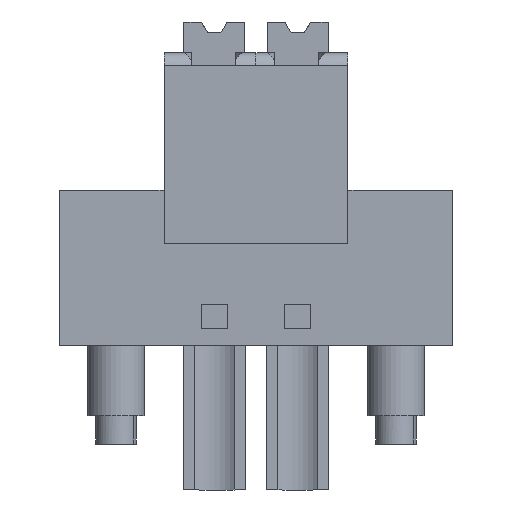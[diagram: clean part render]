
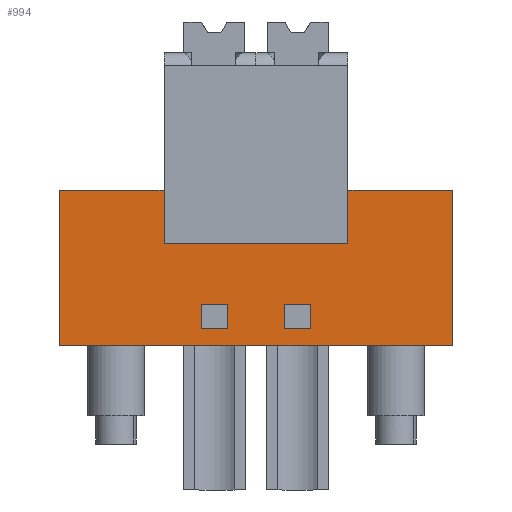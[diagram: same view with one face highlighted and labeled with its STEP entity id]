
A CAD part, front view. The second image highlights one B-rep face of the part: STEP entity #994.
In plain terms, the highlighted planar face has unit normal (0, -1, 0).
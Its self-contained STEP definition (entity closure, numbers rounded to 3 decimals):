
#890=AXIS2_PLACEMENT_3D('Plane Axis2P3D',#887,#888,#889) ;
#40=CARTESIAN_POINT('Vertex',(4.8,0.175,11.25)) ;
#126=CARTESIAN_POINT('Vertex',(4.8,0.175,13.7)) ;
#129=CARTESIAN_POINT('Line Origine',(4.8,0.175,12.475)) ;
#170=CARTESIAN_POINT('Vertex',(13.21,0.175,11.25)) ;
#178=CARTESIAN_POINT('Line Origine',(9.005,0.175,11.25)) ;
#649=CARTESIAN_POINT('Vertex',(18.01,0.175,6.6)) ;
#652=CARTESIAN_POINT('Line Origine',(9.005,0.175,6.6)) ;
#656=CARTESIAN_POINT('Vertex',(0.,0.175,6.6)) ;
#853=CARTESIAN_POINT('Vertex',(0.,0.175,13.7)) ;
#856=CARTESIAN_POINT('Line Origine',(2.4,0.175,13.7)) ;
#887=CARTESIAN_POINT('Axis2P3D Location',(4.8,0.175,11.25)) ;
#892=CARTESIAN_POINT('Line Origine',(18.01,0.175,10.15)) ;
#896=CARTESIAN_POINT('Vertex',(18.01,0.175,13.7)) ;
#899=CARTESIAN_POINT('Line Origine',(15.61,0.175,13.7)) ;
#903=CARTESIAN_POINT('Vertex',(13.21,0.175,13.7)) ;
#906=CARTESIAN_POINT('Line Origine',(13.21,0.175,12.475)) ;
#911=CARTESIAN_POINT('Line Origine',(0.,0.175,10.15)) ;
#926=CARTESIAN_POINT('Line Origine',(10.31,0.175,7.95)) ;
#930=CARTESIAN_POINT('Vertex',(10.31,0.175,8.5)) ;
#932=CARTESIAN_POINT('Vertex',(10.31,0.175,7.4)) ;
#935=CARTESIAN_POINT('Line Origine',(10.91,0.175,8.5)) ;
#939=CARTESIAN_POINT('Vertex',(11.51,0.175,8.5)) ;
#942=CARTESIAN_POINT('Line Origine',(11.51,0.175,7.95)) ;
#946=CARTESIAN_POINT('Vertex',(11.51,0.175,7.4)) ;
#949=CARTESIAN_POINT('Line Origine',(10.91,0.175,7.4)) ;
#960=CARTESIAN_POINT('Line Origine',(7.1,0.175,8.5)) ;
#964=CARTESIAN_POINT('Vertex',(7.7,0.175,8.5)) ;
#966=CARTESIAN_POINT('Vertex',(6.5,0.175,8.5)) ;
#969=CARTESIAN_POINT('Line Origine',(7.7,0.175,7.95)) ;
#973=CARTESIAN_POINT('Vertex',(7.7,0.175,7.4)) ;
#976=CARTESIAN_POINT('Line Origine',(7.1,0.175,7.4)) ;
#980=CARTESIAN_POINT('Vertex',(6.5,0.175,7.4)) ;
#983=CARTESIAN_POINT('Line Origine',(6.5,0.175,7.95)) ;
#130=DIRECTION('Vector Direction',(0.,0.,-1.)) ;
#179=DIRECTION('Vector Direction',(1.,0.,0.)) ;
#653=DIRECTION('Vector Direction',(1.,0.,0.)) ;
#857=DIRECTION('Vector Direction',(1.,0.,0.)) ;
#888=DIRECTION('Axis2P3D Direction',(0.,-1.,0.)) ;
#889=DIRECTION('Axis2P3D XDirection',(0.,0.,-1.)) ;
#893=DIRECTION('Vector Direction',(0.,0.,-1.)) ;
#900=DIRECTION('Vector Direction',(1.,0.,0.)) ;
#907=DIRECTION('Vector Direction',(0.,0.,-1.)) ;
#912=DIRECTION('Vector Direction',(0.,0.,-1.)) ;
#927=DIRECTION('Vector Direction',(0.,0.,1.)) ;
#936=DIRECTION('Vector Direction',(1.,0.,0.)) ;
#943=DIRECTION('Vector Direction',(0.,0.,-1.)) ;
#950=DIRECTION('Vector Direction',(-1.,0.,0.)) ;
#961=DIRECTION('Vector Direction',(1.,0.,0.)) ;
#970=DIRECTION('Vector Direction',(0.,0.,-1.)) ;
#977=DIRECTION('Vector Direction',(-1.,0.,0.)) ;
#984=DIRECTION('Vector Direction',(0.,0.,1.)) ;
#131=VECTOR('Line Direction',#130,1.) ;
#180=VECTOR('Line Direction',#179,1.) ;
#654=VECTOR('Line Direction',#653,1.) ;
#858=VECTOR('Line Direction',#857,1.) ;
#894=VECTOR('Line Direction',#893,1.) ;
#901=VECTOR('Line Direction',#900,1.) ;
#908=VECTOR('Line Direction',#907,1.) ;
#913=VECTOR('Line Direction',#912,1.) ;
#928=VECTOR('Line Direction',#927,1.) ;
#937=VECTOR('Line Direction',#936,1.) ;
#944=VECTOR('Line Direction',#943,1.) ;
#951=VECTOR('Line Direction',#950,1.) ;
#962=VECTOR('Line Direction',#961,1.) ;
#971=VECTOR('Line Direction',#970,1.) ;
#978=VECTOR('Line Direction',#977,1.) ;
#985=VECTOR('Line Direction',#984,1.) ;
#917=ORIENTED_EDGE('',*,*,#898,.T.) ;
#918=ORIENTED_EDGE('',*,*,#905,.T.) ;
#919=ORIENTED_EDGE('',*,*,#910,.T.) ;
#920=ORIENTED_EDGE('',*,*,#182,.F.) ;
#921=ORIENTED_EDGE('',*,*,#133,.F.) ;
#922=ORIENTED_EDGE('',*,*,#860,.F.) ;
#923=ORIENTED_EDGE('',*,*,#915,.F.) ;
#924=ORIENTED_EDGE('',*,*,#658,.T.) ;
#955=ORIENTED_EDGE('',*,*,#934,.F.) ;
#956=ORIENTED_EDGE('',*,*,#941,.F.) ;
#957=ORIENTED_EDGE('',*,*,#948,.F.) ;
#958=ORIENTED_EDGE('',*,*,#953,.F.) ;
#989=ORIENTED_EDGE('',*,*,#968,.F.) ;
#990=ORIENTED_EDGE('',*,*,#975,.F.) ;
#991=ORIENTED_EDGE('',*,*,#982,.F.) ;
#992=ORIENTED_EDGE('',*,*,#987,.F.) ;
#959=FACE_BOUND('',#954,.T.) ;
#993=FACE_BOUND('',#988,.T.) ;
#994=ADVANCED_FACE('HOUSING',(#925,#959,#993),#891,.T.) ;
#133=EDGE_CURVE('',#127,#41,#132,.T.) ;
#182=EDGE_CURVE('',#41,#171,#181,.T.) ;
#658=EDGE_CURVE('',#657,#650,#655,.T.) ;
#860=EDGE_CURVE('',#854,#127,#859,.T.) ;
#898=EDGE_CURVE('',#650,#897,#895,.F.) ;
#905=EDGE_CURVE('',#897,#904,#902,.F.) ;
#910=EDGE_CURVE('',#904,#171,#909,.T.) ;
#915=EDGE_CURVE('',#657,#854,#914,.F.) ;
#934=EDGE_CURVE('',#931,#933,#929,.F.) ;
#941=EDGE_CURVE('',#940,#931,#938,.F.) ;
#948=EDGE_CURVE('',#947,#940,#945,.F.) ;
#953=EDGE_CURVE('',#933,#947,#952,.F.) ;
#968=EDGE_CURVE('',#965,#967,#963,.F.) ;
#975=EDGE_CURVE('',#974,#965,#972,.F.) ;
#982=EDGE_CURVE('',#981,#974,#979,.F.) ;
#987=EDGE_CURVE('',#967,#981,#986,.F.) ;
#916=EDGE_LOOP('',(#917,#918,#919,#920,#921,#922,#923,#924)) ;
#954=EDGE_LOOP('',(#955,#956,#957,#958)) ;
#988=EDGE_LOOP('',(#989,#990,#991,#992)) ;
#925=FACE_OUTER_BOUND('',#916,.T.) ;
#132=LINE('Line',#129,#131) ;
#181=LINE('Line',#178,#180) ;
#655=LINE('Line',#652,#654) ;
#859=LINE('Line',#856,#858) ;
#895=LINE('Line',#892,#894) ;
#902=LINE('Line',#899,#901) ;
#909=LINE('Line',#906,#908) ;
#914=LINE('Line',#911,#913) ;
#929=LINE('Line',#926,#928) ;
#938=LINE('Line',#935,#937) ;
#945=LINE('Line',#942,#944) ;
#952=LINE('Line',#949,#951) ;
#963=LINE('Line',#960,#962) ;
#972=LINE('Line',#969,#971) ;
#979=LINE('Line',#976,#978) ;
#986=LINE('Line',#983,#985) ;
#891=PLANE('',#890) ;
#41=VERTEX_POINT('',#40) ;
#127=VERTEX_POINT('',#126) ;
#171=VERTEX_POINT('',#170) ;
#650=VERTEX_POINT('',#649) ;
#657=VERTEX_POINT('',#656) ;
#854=VERTEX_POINT('',#853) ;
#897=VERTEX_POINT('',#896) ;
#904=VERTEX_POINT('',#903) ;
#931=VERTEX_POINT('',#930) ;
#933=VERTEX_POINT('',#932) ;
#940=VERTEX_POINT('',#939) ;
#947=VERTEX_POINT('',#946) ;
#965=VERTEX_POINT('',#964) ;
#967=VERTEX_POINT('',#966) ;
#974=VERTEX_POINT('',#973) ;
#981=VERTEX_POINT('',#980) ;
